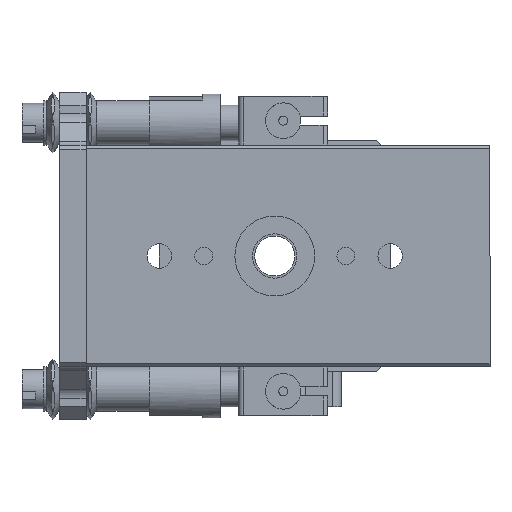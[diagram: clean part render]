
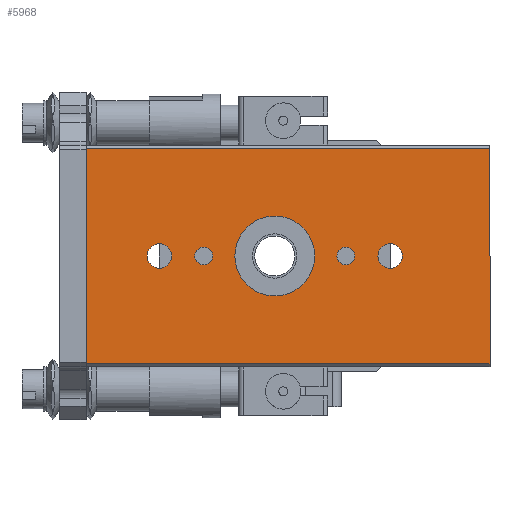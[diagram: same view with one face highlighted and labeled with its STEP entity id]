
A CAD part, front view. The second image highlights one B-rep face of the part: STEP entity #5968.
In plain terms, the highlighted planar face has unit normal (0, -1, 0).
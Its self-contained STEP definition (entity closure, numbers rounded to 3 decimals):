
#49 = EDGE_CURVE ( 'NONE', #3222, #13486, #5624, .T. ) ;
#347 = DIRECTION ( 'NONE',  ( 0., -1., 0. ) ) ;
#413 = CARTESIAN_POINT ( 'NONE',  ( -1.46, 1.485, 131.898 ) ) ;
#417 = DIRECTION ( 'NONE',  ( 0., 0., 1. ) ) ;
#491 = VECTOR ( 'NONE', #12982, 1000. ) ;
#506 = CIRCLE ( 'NONE', #8378, 2. ) ;
#604 = EDGE_CURVE ( 'NONE', #4000, #1712, #7711, .T. ) ;
#625 = DIRECTION ( 'NONE',  ( 0., 0., -1. ) ) ;
#754 = CARTESIAN_POINT ( 'NONE',  ( 25.04, 1.485, 107.598 ) ) ;
#927 = CARTESIAN_POINT ( 'NONE',  ( 67.04, 1.485, 104.848 ) ) ;
#985 = EDGE_LOOP ( 'NONE', ( #7002, #4944, #13731, #3915 ) ) ;
#1118 = DIRECTION ( 'NONE',  ( 0., -1., 0. ) ) ;
#1262 = EDGE_CURVE ( 'NONE', #3558, #10205, #14466, .T. ) ;
#1288 = CARTESIAN_POINT ( 'NONE',  ( 25.04, 1.485, 109.598 ) ) ;
#1595 = CARTESIAN_POINT ( 'NONE',  ( 89.54, 1.485, 132.598 ) ) ;
#1712 = VERTEX_POINT ( 'NONE', #11347 ) ;
#1838 = VERTEX_POINT ( 'NONE', #3786 ) ;
#2038 = AXIS2_PLACEMENT_3D ( 'NONE', #3326, #10211, #6735 ) ;
#2326 = ORIENTED_EDGE ( 'NONE', *, *, #10816, .F. ) ;
#2346 = EDGE_CURVE ( 'NONE', #13486, #3222, #3811, .T. ) ;
#2801 = EDGE_CURVE ( 'NONE', #8475, #4923, #8891, .T. ) ;
#2991 = CARTESIAN_POINT ( 'NONE',  ( 41.04, 1.485, 131.898 ) ) ;
#3035 = DIRECTION ( 'NONE',  ( 0., -1., 0. ) ) ;
#3134 = ORIENTED_EDGE ( 'NONE', *, *, #2346, .F. ) ;
#3195 = AXIS2_PLACEMENT_3D ( 'NONE', #3733, #347, #3536 ) ;
#3222 = VERTEX_POINT ( 'NONE', #14146 ) ;
#3324 = CIRCLE ( 'NONE', #12866, 2. ) ;
#3326 = CARTESIAN_POINT ( 'NONE',  ( 57.04, 1.485, 107.598 ) ) ;
#3536 = DIRECTION ( 'NONE',  ( 0., 0., 1. ) ) ;
#3558 = VERTEX_POINT ( 'NONE', #4643 ) ;
#3587 = VERTEX_POINT ( 'NONE', #7772 ) ;
#3634 = DIRECTION ( 'NONE',  ( 0., 0., 1. ) ) ;
#3733 = CARTESIAN_POINT ( 'NONE',  ( 67.04, 1.485, 107.598 ) ) ;
#3786 = CARTESIAN_POINT ( 'NONE',  ( 57.04, 1.485, 109.598 ) ) ;
#3811 = CIRCLE ( 'NONE', #12364, 2.75 ) ;
#3915 = ORIENTED_EDGE ( 'NONE', *, *, #7386, .F. ) ;
#3987 = FACE_BOUND ( 'NONE', #6936, .T. ) ;
#4000 = VERTEX_POINT ( 'NONE', #8869 ) ;
#4107 = LINE ( 'NONE', #13792, #11768 ) ;
#4333 = FACE_BOUND ( 'NONE', #5586, .T. ) ;
#4355 = CARTESIAN_POINT ( 'NONE',  ( 89.54, 1.485, 82.598 ) ) ;
#4643 = CARTESIAN_POINT ( 'NONE',  ( 41.04, 1.485, 116.598 ) ) ;
#4667 = VERTEX_POINT ( 'NONE', #10881 ) ;
#4736 = CARTESIAN_POINT ( 'NONE',  ( 41.04, 1.485, 83.298 ) ) ;
#4923 = VERTEX_POINT ( 'NONE', #1288 ) ;
#4944 = ORIENTED_EDGE ( 'NONE', *, *, #604, .T. ) ;
#5141 = LINE ( 'NONE', #4736, #10179 ) ;
#5282 = DIRECTION ( 'NONE',  ( 0., -1., 0. ) ) ;
#5544 = EDGE_CURVE ( 'NONE', #3587, #5864, #13762, .T. ) ;
#5586 = EDGE_LOOP ( 'NONE', ( #11243, #13820 ) ) ;
#5624 = CIRCLE ( 'NONE', #7984, 2.75 ) ;
#5832 = CARTESIAN_POINT ( 'NONE',  ( 15.04, 1.485, 104.848 ) ) ;
#5864 = VERTEX_POINT ( 'NONE', #927 ) ;
#5968 = ADVANCED_FACE ( 'NONE', ( #12689, #13237, #6635, #8187, #3987, #4333 ), #12193, .T. ) ;
#6034 = EDGE_CURVE ( 'NONE', #1838, #4667, #14065, .T. ) ;
#6131 = AXIS2_PLACEMENT_3D ( 'NONE', #14233, #3035, #8667 ) ;
#6228 = ORIENTED_EDGE ( 'NONE', *, *, #6034, .F. ) ;
#6548 = DIRECTION ( 'NONE',  ( 0., -1., 0. ) ) ;
#6635 = FACE_BOUND ( 'NONE', #10656, .T. ) ;
#6735 = DIRECTION ( 'NONE',  ( 0., 0., -1. ) ) ;
#6745 = CARTESIAN_POINT ( 'NONE',  ( -1.46, 1.485, 83.298 ) ) ;
#6912 = DIRECTION ( 'NONE',  ( -1., 0., 0. ) ) ;
#6936 = EDGE_LOOP ( 'NONE', ( #2326, #6228 ) ) ;
#7002 = ORIENTED_EDGE ( 'NONE', *, *, #8984, .F. ) ;
#7345 = CARTESIAN_POINT ( 'NONE',  ( 41.04, 1.485, 107.598 ) ) ;
#7386 = EDGE_CURVE ( 'NONE', #9472, #7453, #4107, .T. ) ;
#7410 = DIRECTION ( 'NONE',  ( 0., -1., 0. ) ) ;
#7453 = VERTEX_POINT ( 'NONE', #413 ) ;
#7711 = LINE ( 'NONE', #1595, #7891 ) ;
#7772 = CARTESIAN_POINT ( 'NONE',  ( 67.04, 1.485, 110.348 ) ) ;
#7780 = AXIS2_PLACEMENT_3D ( 'NONE', #4355, #6548, #11996 ) ;
#7853 = EDGE_CURVE ( 'NONE', #5864, #3587, #12110, .T. ) ;
#7891 = VECTOR ( 'NONE', #417, 1000. ) ;
#7905 = AXIS2_PLACEMENT_3D ( 'NONE', #7345, #13018, #9636 ) ;
#7984 = AXIS2_PLACEMENT_3D ( 'NONE', #10688, #7410, #10734 ) ;
#8187 = FACE_BOUND ( 'NONE', #8220, .T. ) ;
#8220 = EDGE_LOOP ( 'NONE', ( #8816, #11332 ) ) ;
#8378 = AXIS2_PLACEMENT_3D ( 'NONE', #9546, #12828, #12736 ) ;
#8407 = DIRECTION ( 'NONE',  ( 0., 0., 1. ) ) ;
#8457 = DIRECTION ( 'NONE',  ( 0., 0., -1. ) ) ;
#8475 = VERTEX_POINT ( 'NONE', #10356 ) ;
#8666 = EDGE_CURVE ( 'NONE', #10205, #3558, #9510, .T. ) ;
#8667 = DIRECTION ( 'NONE',  ( 0., 0., 1. ) ) ;
#8816 = ORIENTED_EDGE ( 'NONE', *, *, #1262, .F. ) ;
#8869 = CARTESIAN_POINT ( 'NONE',  ( 89.54, 1.485, 83.298 ) ) ;
#8891 = CIRCLE ( 'NONE', #9219, 2. ) ;
#8984 = EDGE_CURVE ( 'NONE', #4000, #9472, #5141, .T. ) ;
#9219 = AXIS2_PLACEMENT_3D ( 'NONE', #11139, #1118, #10995 ) ;
#9367 = ORIENTED_EDGE ( 'NONE', *, *, #49, .F. ) ;
#9472 = VERTEX_POINT ( 'NONE', #6745 ) ;
#9510 = CIRCLE ( 'NONE', #6131, 9. ) ;
#9546 = CARTESIAN_POINT ( 'NONE',  ( 57.04, 1.485, 107.598 ) ) ;
#9636 = DIRECTION ( 'NONE',  ( 0., 0., 1. ) ) ;
#10179 = VECTOR ( 'NONE', #6912, 1000. ) ;
#10182 = CARTESIAN_POINT ( 'NONE',  ( 67.04, 1.485, 107.598 ) ) ;
#10205 = VERTEX_POINT ( 'NONE', #13679 ) ;
#10211 = DIRECTION ( 'NONE',  ( 0., -1., 0. ) ) ;
#10356 = CARTESIAN_POINT ( 'NONE',  ( 25.04, 1.485, 105.598 ) ) ;
#10656 = EDGE_LOOP ( 'NONE', ( #3134, #9367 ) ) ;
#10688 = CARTESIAN_POINT ( 'NONE',  ( 15.04, 1.485, 107.598 ) ) ;
#10734 = DIRECTION ( 'NONE',  ( 0., 0., -1. ) ) ;
#10816 = EDGE_CURVE ( 'NONE', #4667, #1838, #506, .T. ) ;
#10881 = CARTESIAN_POINT ( 'NONE',  ( 57.04, 1.485, 105.598 ) ) ;
#10956 = EDGE_CURVE ( 'NONE', #7453, #1712, #13776, .T. ) ;
#10995 = DIRECTION ( 'NONE',  ( 0., 0., -1. ) ) ;
#11139 = CARTESIAN_POINT ( 'NONE',  ( 25.04, 1.485, 107.598 ) ) ;
#11243 = ORIENTED_EDGE ( 'NONE', *, *, #2801, .F. ) ;
#11332 = ORIENTED_EDGE ( 'NONE', *, *, #8666, .F. ) ;
#11347 = CARTESIAN_POINT ( 'NONE',  ( 89.54, 1.485, 131.898 ) ) ;
#11358 = EDGE_LOOP ( 'NONE', ( #13622, #11957 ) ) ;
#11742 = CARTESIAN_POINT ( 'NONE',  ( 15.04, 1.485, 107.598 ) ) ;
#11768 = VECTOR ( 'NONE', #8407, 1000. ) ;
#11957 = ORIENTED_EDGE ( 'NONE', *, *, #7853, .F. ) ;
#11996 = DIRECTION ( 'NONE',  ( 0., 0., -1. ) ) ;
#12110 = CIRCLE ( 'NONE', #3195, 2.75 ) ;
#12193 = PLANE ( 'NONE',  #7780 ) ;
#12364 = AXIS2_PLACEMENT_3D ( 'NONE', #11742, #12878, #625 ) ;
#12532 = EDGE_CURVE ( 'NONE', #4923, #8475, #3324, .T. ) ;
#12689 = FACE_OUTER_BOUND ( 'NONE', #985, .T. ) ;
#12736 = DIRECTION ( 'NONE',  ( 0., 0., -1. ) ) ;
#12828 = DIRECTION ( 'NONE',  ( 0., -1., 0. ) ) ;
#12866 = AXIS2_PLACEMENT_3D ( 'NONE', #754, #5282, #8457 ) ;
#12878 = DIRECTION ( 'NONE',  ( 0., -1., 0. ) ) ;
#12976 = AXIS2_PLACEMENT_3D ( 'NONE', #10182, #13586, #3634 ) ;
#12982 = DIRECTION ( 'NONE',  ( 1., 0., 0. ) ) ;
#13018 = DIRECTION ( 'NONE',  ( 0., -1., 0. ) ) ;
#13237 = FACE_BOUND ( 'NONE', #11358, .T. ) ;
#13486 = VERTEX_POINT ( 'NONE', #5832 ) ;
#13586 = DIRECTION ( 'NONE',  ( 0., -1., 0. ) ) ;
#13622 = ORIENTED_EDGE ( 'NONE', *, *, #5544, .F. ) ;
#13679 = CARTESIAN_POINT ( 'NONE',  ( 41.04, 1.485, 98.598 ) ) ;
#13731 = ORIENTED_EDGE ( 'NONE', *, *, #10956, .F. ) ;
#13762 = CIRCLE ( 'NONE', #12976, 2.75 ) ;
#13776 = LINE ( 'NONE', #2991, #491 ) ;
#13792 = CARTESIAN_POINT ( 'NONE',  ( -1.46, 1.485, 107.598 ) ) ;
#13820 = ORIENTED_EDGE ( 'NONE', *, *, #12532, .F. ) ;
#14065 = CIRCLE ( 'NONE', #2038, 2. ) ;
#14146 = CARTESIAN_POINT ( 'NONE',  ( 15.04, 1.485, 110.348 ) ) ;
#14233 = CARTESIAN_POINT ( 'NONE',  ( 41.04, 1.485, 107.598 ) ) ;
#14466 = CIRCLE ( 'NONE', #7905, 9. ) ;
